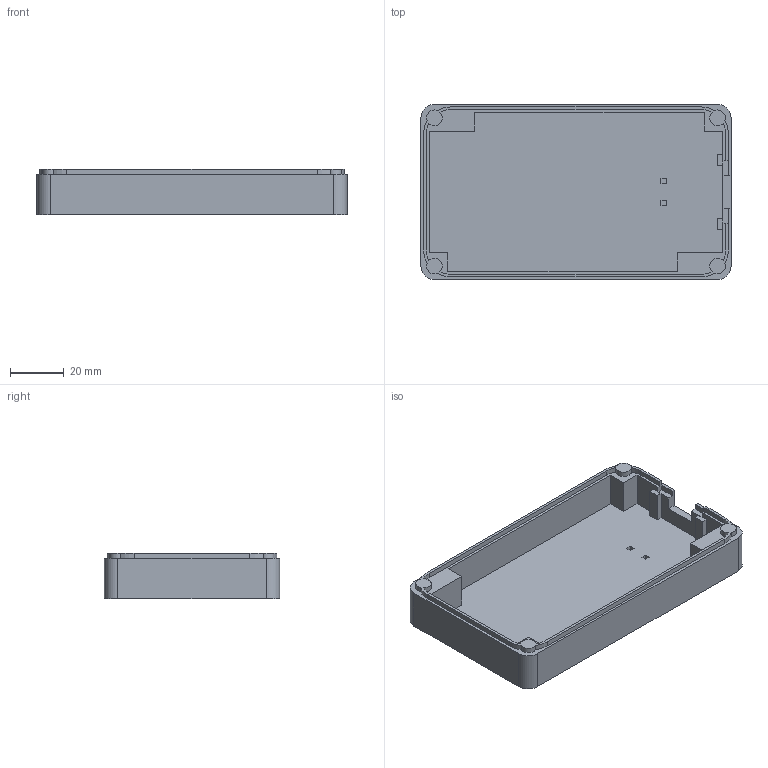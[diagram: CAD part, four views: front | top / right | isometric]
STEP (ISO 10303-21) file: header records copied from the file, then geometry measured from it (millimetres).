
FILE_DESCRIPTION(('FreeCAD Model'),'2;1');
FILE_NAME('Open CASCADE Shape Model','2025-06-11T21:56:45',(''),(''), 'Open CASCADE STEP processor 7.8','FreeCAD','Unknown');
FILE_SCHEMA(('AUTOMOTIVE_DESIGN { 1 0 10303 214 1 1 1 1 }'));
Length unit declared in the file: millimetre
Products named in the file (1): cap
Bounding box: 115 x 65 x 16.9 mm (x, y, z)
Volume: 33172.3 mm3; surface area: 25744.4 mm2
Topology: 1 solids, 1 shells, 90 faces, 260 edges, 174 vertices
Faces by surface type: plane 62, cylinder 28
Entity records: 2986 total; most frequent: CARTESIAN_POINT 525, ORIENTED_EDGE 520, DIRECTION 506, EDGE_CURVE 260, LINE 196, VECTOR 196, VERTEX_POINT 174, AXIS2_PLACEMENT_3D 155
